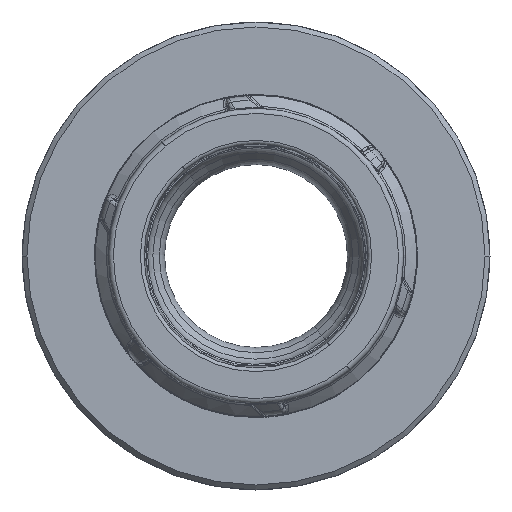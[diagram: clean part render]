
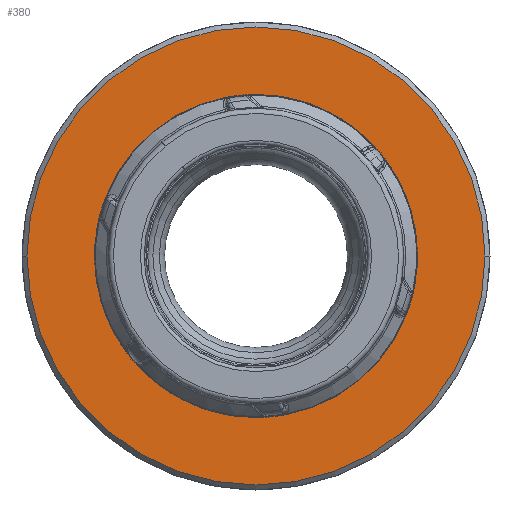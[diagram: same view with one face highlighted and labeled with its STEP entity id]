
A CAD part, front view. The second image highlights one B-rep face of the part: STEP entity #380.
In plain terms, the highlighted planar face has unit normal (0, -1, 0).
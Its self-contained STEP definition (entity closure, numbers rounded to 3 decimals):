
#380=ADVANCED_FACE('',(#1061,#1062),#1063,.T.);
#1061=FACE_BOUND('',#2065,.T.);
#1062=FACE_OUTER_BOUND('',#2066,.T.);
#1063=PLANE('',#2067);
#2065=EDGE_LOOP('',(#4979,#4980));
#2066=EDGE_LOOP('',(#4981,#4982));
#2067=AXIS2_PLACEMENT_3D('',#4983,#4984,#4985);
#4979=ORIENTED_EDGE('',*,*,#7564,.T.);
#4980=ORIENTED_EDGE('',*,*,#7556,.T.);
#4981=ORIENTED_EDGE('',*,*,#7565,.F.);
#4982=ORIENTED_EDGE('',*,*,#7552,.F.);
#4983=CARTESIAN_POINT('',(-28.201,0.,0.0));
#4984=DIRECTION('',(0.0,-1.0,0.0));
#4985=DIRECTION('',(0.0,0.0,-1.0));
#7552=EDGE_CURVE('',#8701,#8703,#8704,.T.);
#7556=EDGE_CURVE('',#8710,#8707,#8711,.T.);
#7564=EDGE_CURVE('',#8707,#8710,#8721,.T.);
#7565=EDGE_CURVE('',#8703,#8701,#8722,.T.);
#8701=VERTEX_POINT('',#10391);
#8703=VERTEX_POINT('',#10394);
#8704=CIRCLE('',#10395,31.8);
#8707=VERTEX_POINT('',#10399);
#8710=VERTEX_POINT('',#10403);
#8711=CIRCLE('',#10404,22.375);
#8721=CIRCLE('',#10415,22.375);
#8722=CIRCLE('',#10416,31.8);
#10391=CARTESIAN_POINT('',(31.8,0.,0.));
#10394=CARTESIAN_POINT('',(-31.8,0.,0.));
#10395=AXIS2_PLACEMENT_3D('',#13046,#13047,#13048);
#10399=CARTESIAN_POINT('',(22.375,0.,0.));
#10403=CARTESIAN_POINT('',(-22.375,0.,0.));
#10404=AXIS2_PLACEMENT_3D('',#13051,#13052,#13053);
#10415=AXIS2_PLACEMENT_3D('',#13067,#13068,#13069);
#10416=AXIS2_PLACEMENT_3D('',#13070,#13071,#13072);
#13046=CARTESIAN_POINT('',(0.0,0.,0.0));
#13047=DIRECTION('',(-0.0,1.0,0.0));
#13048=DIRECTION('',(1.0,0.0,0.0));
#13051=CARTESIAN_POINT('',(0.0,0.,0.0));
#13052=DIRECTION('',(0.0,1.0,0.0));
#13053=DIRECTION('',(-1.0,0.0,0.0));
#13067=CARTESIAN_POINT('',(0.0,0.,0.0));
#13068=DIRECTION('',(0.0,1.0,0.0));
#13069=DIRECTION('',(-1.0,0.0,0.0));
#13070=CARTESIAN_POINT('',(0.0,0.,0.0));
#13071=DIRECTION('',(-0.0,1.0,0.0));
#13072=DIRECTION('',(1.0,0.0,0.0));
